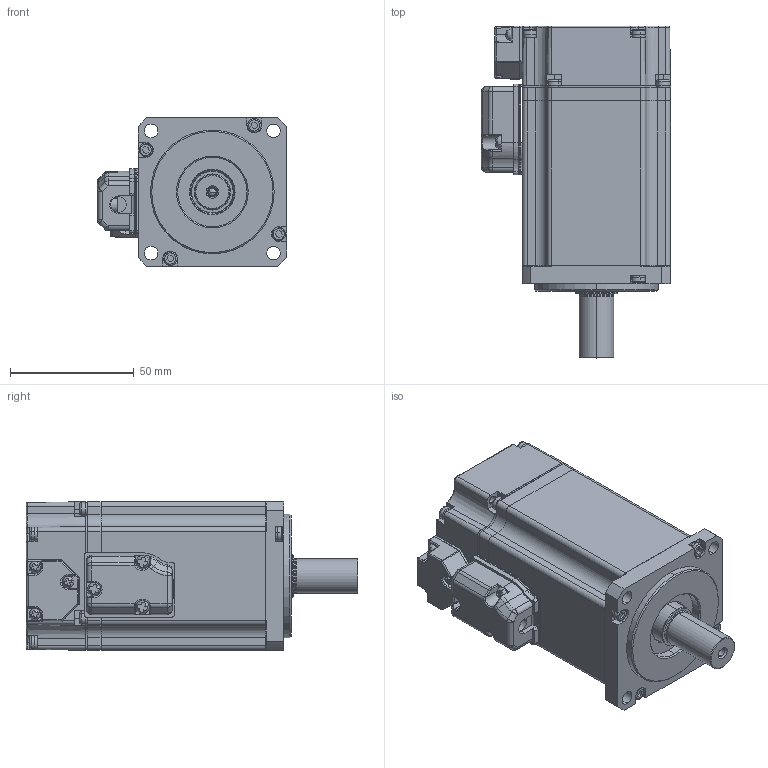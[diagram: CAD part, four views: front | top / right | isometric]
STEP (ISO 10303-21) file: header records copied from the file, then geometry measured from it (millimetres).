
FILE_DESCRIPTION (( 'STEP AP203' ), '1' );
FILE_NAME ('EM1-400W.STEP', '2019-12-03T03:33:40', ( '' ), ( '' ), 'SwSTEP 2.0', 'SolidWorks 2015', '' );
FILE_SCHEMA (( 'CONFIG_CONTROL_DESIGN' ));
Length unit declared in the file: millimetre
Products named in the file (1): EM1-400W
Bounding box: 76.55 x 134.2 x 60.1 mm (x, y, z)
Surface area: 47305.1 mm2 (no closed solid volume)
Topology: 0 solids, 36 shells, 711 faces, 2309 edges, 1589 vertices
Faces by surface type: plane 313, cylinder 217, cone 70, torus 64, sphere 28, bspline 19
Entity records: 27023 total; most frequent: CARTESIAN_POINT 6680, DIRECTION 4449, ORIENTED_EDGE 3856, EDGE_CURVE 2271, AXIS2_PLACEMENT_3D 1630, VERTEX_POINT 1577, LINE 1189, VECTOR 1189
